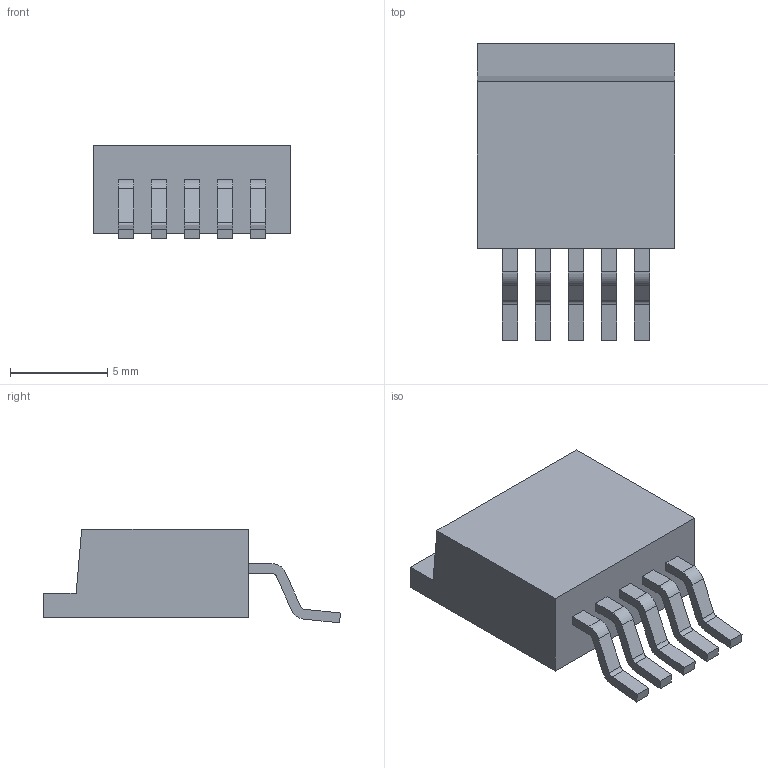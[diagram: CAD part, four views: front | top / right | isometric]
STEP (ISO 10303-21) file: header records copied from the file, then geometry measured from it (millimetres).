
FILE_DESCRIPTION (( 'STEP AP214' ), '1' );
FILE_NAME ('Q5-DD_SPX29300.STEP', '2015-04-01T18:04:09', ( '' ), ( '' ), 'SwSTEP 2.0', 'SolidWorks 2014', '' );
FILE_SCHEMA (( 'AUTOMOTIVE_DESIGN' ));
Length unit declared in the file: inch
Products named in the file (1): Q5-DD_SPX29300
Bounding box: 10.16 x 15.29 x 4.83 mm (x, y, z)
Volume: 442.3 mm3; surface area: 469.8 mm2
Topology: 1 solids, 1 shells, 73 faces, 198 edges, 132 vertices
Faces by surface type: plane 53, cylinder 20
Entity records: 2423 total; most frequent: CARTESIAN_POINT 404, ORIENTED_EDGE 396, DIRECTION 386, EDGE_CURVE 198, LINE 158, VECTOR 158, VERTEX_POINT 132, AXIS2_PLACEMENT_3D 114
